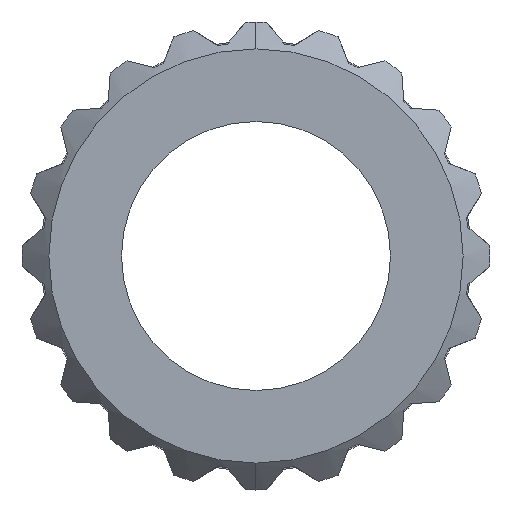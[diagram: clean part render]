
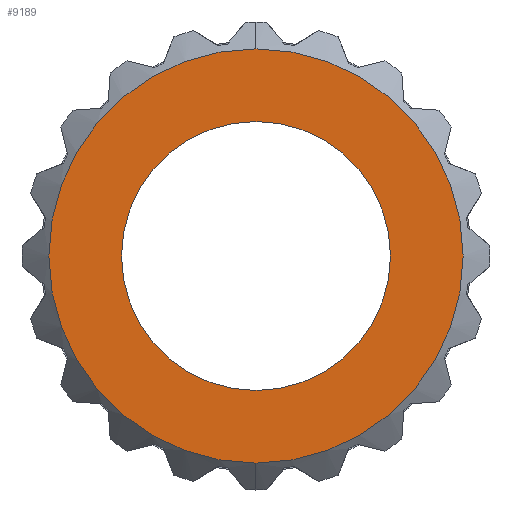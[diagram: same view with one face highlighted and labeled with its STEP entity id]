
A CAD part, left-side view. The second image highlights one B-rep face of the part: STEP entity #9189.
In plain terms, the highlighted planar face has unit normal (-1, 0, 0).
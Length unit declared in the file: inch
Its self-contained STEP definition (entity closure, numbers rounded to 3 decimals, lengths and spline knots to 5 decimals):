
#3814 = CARTESIAN_POINT ( 'NONE',  ( 0.05433, 0.25, 0. ) ) ;
#3817 = PLANE ( 'NONE',  #6792 ) ;
#3819 = DIRECTION ( 'NONE',  ( 1., 0., 0. ) ) ;
#3820 = DIRECTION ( 'NONE',  ( 0., 0., -1. ) ) ;
#4664 = CARTESIAN_POINT ( 'NONE',  ( 0.05433, 0., -0.25 ) ) ;
#4666 = CARTESIAN_POINT ( 'NONE',  ( 0.05433, 0., 0.25 ) ) ;
#4667 = CARTESIAN_POINT ( 'NONE',  ( 0.05433, 0., -0.385 ) ) ;
#4687 = CARTESIAN_POINT ( 'NONE',  ( 0.05433, 0., 0.385 ) ) ;
#5010 = VERTEX_POINT ( 'NONE', #4664 ) ;
#5014 = VERTEX_POINT ( 'NONE', #4666 ) ;
#5016 = VERTEX_POINT ( 'NONE', #4667 ) ;
#5033 = VERTEX_POINT ( 'NONE', #4687 ) ;
#5162 = ORIENTED_EDGE ( 'NONE', *, *, #8153, .F. ) ;
#5163 = ORIENTED_EDGE ( 'NONE', *, *, #7581, .F. ) ;
#5164 = ORIENTED_EDGE ( 'NONE', *, *, #7904, .T. ) ;
#5165 = ORIENTED_EDGE ( 'NONE', *, *, #8011, .T. ) ;
#5293 = CARTESIAN_POINT ( 'NONE',  ( 0.05433, 0., 0. ) ) ;
#5294 = DIRECTION ( 'NONE',  ( -1., 0., 0. ) ) ;
#5295 = DIRECTION ( 'NONE',  ( 0., 0., 1. ) ) ;
#5474 = CARTESIAN_POINT ( 'NONE',  ( 0.05433, 0., 0. ) ) ;
#5475 = DIRECTION ( 'NONE',  ( -1., 0., 0. ) ) ;
#5476 = DIRECTION ( 'NONE',  ( 0., 0., 1. ) ) ;
#5784 = CARTESIAN_POINT ( 'NONE',  ( 0.05433, 0., 0. ) ) ;
#5785 = DIRECTION ( 'NONE',  ( -1., 0., 0. ) ) ;
#5786 = DIRECTION ( 'NONE',  ( 0., 0., 1. ) ) ;
#6069 = CARTESIAN_POINT ( 'NONE',  ( 0.05433, 0., 0. ) ) ;
#6070 = DIRECTION ( 'NONE',  ( -1., 0., 0. ) ) ;
#6071 = DIRECTION ( 'NONE',  ( 0., 0., 1. ) ) ;
#6493 = CIRCLE ( 'NONE', #8618, 0.25 ) ;
#6596 = CIRCLE ( 'NONE', #8643, 0.385 ) ;
#6717 = CIRCLE ( 'NONE', #6753, 0.385 ) ;
#6753 = AXIS2_PLACEMENT_3D ( 'NONE', #5784, #5785, #5786 ) ;
#6782 = AXIS2_PLACEMENT_3D ( 'NONE', #6069, #6070, #6071 ) ;
#6792 = AXIS2_PLACEMENT_3D ( 'NONE', #3814, #3819, #3820 ) ;
#6917 = CIRCLE ( 'NONE', #6782, 0.25 ) ;
#6940 = FACE_OUTER_BOUND ( 'NONE', #8690, .T. ) ;
#6943 = FACE_BOUND ( 'NONE', #8668, .T. ) ;
#7581 = EDGE_CURVE ( 'NONE', #5010, #5014, #6493, .T. ) ;
#7904 = EDGE_CURVE ( 'NONE', #5016, #5033, #6596, .T. ) ;
#8011 = EDGE_CURVE ( 'NONE', #5033, #5016, #6717, .T. ) ;
#8153 = EDGE_CURVE ( 'NONE', #5014, #5010, #6917, .T. ) ;
#8618 = AXIS2_PLACEMENT_3D ( 'NONE', #5293, #5294, #5295 ) ;
#8643 = AXIS2_PLACEMENT_3D ( 'NONE', #5474, #5475, #5476 ) ;
#8668 = EDGE_LOOP ( 'NONE', ( #5162, #5163 ) ) ;
#8690 = EDGE_LOOP ( 'NONE', ( #5164, #5165 ) ) ;
#9189 = ADVANCED_FACE ( 'NONE', ( #6943, #6940 ), #3817, .F. ) ;
